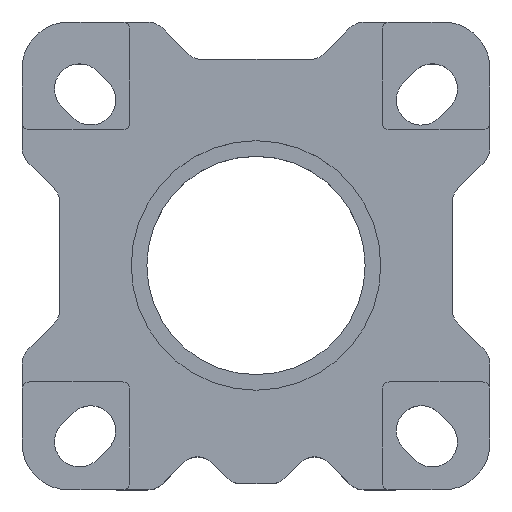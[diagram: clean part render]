
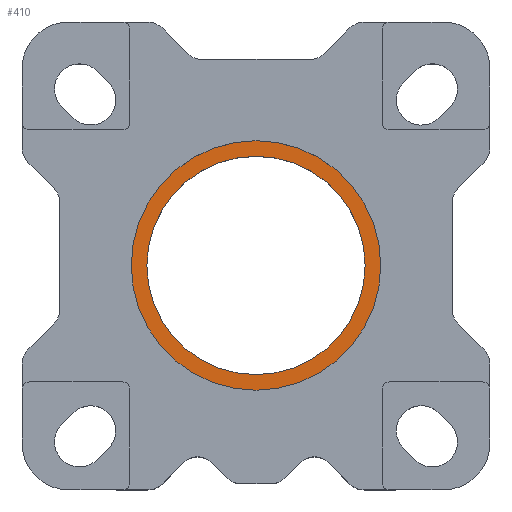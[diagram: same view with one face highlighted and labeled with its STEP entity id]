
A CAD part, top view. The second image highlights one B-rep face of the part: STEP entity #410.
In plain terms, the highlighted planar face has unit normal (0, 0, 1).
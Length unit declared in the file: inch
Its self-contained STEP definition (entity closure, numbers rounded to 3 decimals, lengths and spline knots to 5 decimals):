
#139 = AXIS2_PLACEMENT_3D ( 'NONE', #2731, #2364, #3815 ) ;
#152 = EDGE_CURVE ( 'NONE', #3456, #1447, #3598, .T. ) ;
#168 = AXIS2_PLACEMENT_3D ( 'NONE', #4474, #1977, #4409 ) ;
#193 = DIRECTION ( 'NONE',  ( 0., 0., 1. ) ) ;
#238 = EDGE_CURVE ( 'NONE', #3361, #3814, #4547, .T. ) ;
#381 = CARTESIAN_POINT ( 'NONE',  ( -0.43745, 0., 0.22 ) ) ;
#388 = AXIS2_PLACEMENT_3D ( 'NONE', #3670, #193, #606 ) ;
#410 = ADVANCED_FACE ( 'NONE', ( #2828, #731 ), #3694, .T. ) ;
#518 = EDGE_LOOP ( 'NONE', ( #1598, #1053 ) ) ;
#538 = CARTESIAN_POINT ( 'NONE',  ( 0., 0., 0.22 ) ) ;
#606 = DIRECTION ( 'NONE',  ( 1., 0., 0. ) ) ;
#731 = FACE_BOUND ( 'NONE', #2852, .T. ) ;
#833 = EDGE_CURVE ( 'NONE', #1447, #3456, #3408, .T. ) ;
#880 = ORIENTED_EDGE ( 'NONE', *, *, #833, .T. ) ;
#1053 = ORIENTED_EDGE ( 'NONE', *, *, #1113, .T. ) ;
#1113 = EDGE_CURVE ( 'NONE', #3814, #3361, #2369, .T. ) ;
#1114 = CARTESIAN_POINT ( 'NONE',  ( 0.43745, 0., 0.22 ) ) ;
#1447 = VERTEX_POINT ( 'NONE', #1114 ) ;
#1598 = ORIENTED_EDGE ( 'NONE', *, *, #238, .T. ) ;
#1734 = DIRECTION ( 'NONE',  ( 1., 0., 0. ) ) ;
#1780 = DIRECTION ( 'NONE',  ( 0., 0., 1. ) ) ;
#1977 = DIRECTION ( 'NONE',  ( 0., 0., -1. ) ) ;
#2243 = DIRECTION ( 'NONE',  ( 1., 0., 0. ) ) ;
#2364 = DIRECTION ( 'NONE',  ( 0., 0., -1. ) ) ;
#2369 = CIRCLE ( 'NONE', #388, 0.5 ) ;
#2731 = CARTESIAN_POINT ( 'NONE',  ( 0., 0., 0.22 ) ) ;
#2828 = FACE_OUTER_BOUND ( 'NONE', #518, .T. ) ;
#2852 = EDGE_LOOP ( 'NONE', ( #880, #3202 ) ) ;
#2997 = CARTESIAN_POINT ( 'NONE',  ( 0., 0., 0.22 ) ) ;
#3160 = CARTESIAN_POINT ( 'NONE',  ( -0.5, 0., 0.22 ) ) ;
#3194 = CARTESIAN_POINT ( 'NONE',  ( 0.5, 0., 0.22 ) ) ;
#3202 = ORIENTED_EDGE ( 'NONE', *, *, #152, .T. ) ;
#3361 = VERTEX_POINT ( 'NONE', #3194 ) ;
#3408 = CIRCLE ( 'NONE', #168, 0.43745 ) ;
#3456 = VERTEX_POINT ( 'NONE', #381 ) ;
#3598 = CIRCLE ( 'NONE', #139, 0.43745 ) ;
#3670 = CARTESIAN_POINT ( 'NONE',  ( 0., 0., 0.22 ) ) ;
#3694 = PLANE ( 'NONE',  #3821 ) ;
#3814 = VERTEX_POINT ( 'NONE', #3160 ) ;
#3815 = DIRECTION ( 'NONE',  ( 1., 0., 0. ) ) ;
#3821 = AXIS2_PLACEMENT_3D ( 'NONE', #538, #1780, #1734 ) ;
#4333 = DIRECTION ( 'NONE',  ( 0., 0., 1. ) ) ;
#4409 = DIRECTION ( 'NONE',  ( 1., 0., 0. ) ) ;
#4473 = AXIS2_PLACEMENT_3D ( 'NONE', #2997, #4333, #2243 ) ;
#4474 = CARTESIAN_POINT ( 'NONE',  ( 0., 0., 0.22 ) ) ;
#4547 = CIRCLE ( 'NONE', #4473, 0.5 ) ;
